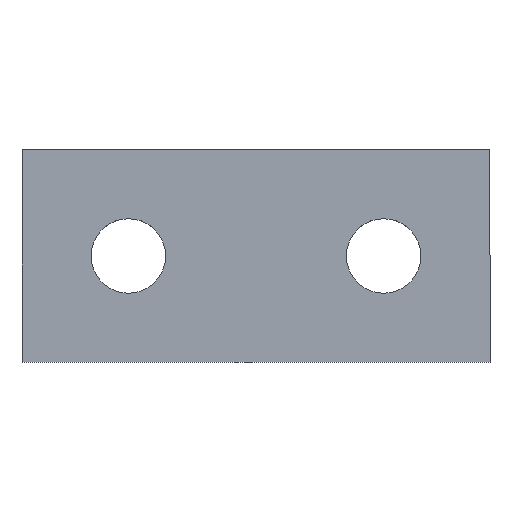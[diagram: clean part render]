
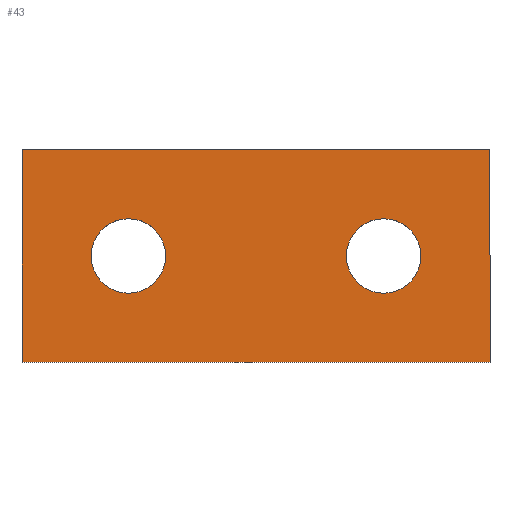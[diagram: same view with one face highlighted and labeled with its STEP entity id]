
A CAD part, top view. The second image highlights one B-rep face of the part: STEP entity #43.
In plain terms, the highlighted planar face has unit normal (0, 0, 1).
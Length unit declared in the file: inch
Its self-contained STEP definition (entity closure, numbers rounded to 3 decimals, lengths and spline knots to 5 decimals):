
#43=ADVANCED_FACE('',(#85,#86,#87),#88,.T.);
#85=FACE_BOUND('',#127,.T.);
#86=FACE_BOUND('',#128,.T.);
#87=FACE_OUTER_BOUND('',#129,.T.);
#88=PLANE('',#130);
#127=EDGE_LOOP('',(#183,#184));
#128=EDGE_LOOP('',(#185,#186));
#129=EDGE_LOOP('',(#187,#188,#189,#190));
#130=AXIS2_PLACEMENT_3D('',#191,#192,#193);
#183=ORIENTED_EDGE('',*,*,#245,.T.);
#184=ORIENTED_EDGE('',*,*,#243,.T.);
#185=ORIENTED_EDGE('',*,*,#258,.T.);
#186=ORIENTED_EDGE('',*,*,#256,.T.);
#187=ORIENTED_EDGE('',*,*,#259,.F.);
#188=ORIENTED_EDGE('',*,*,#260,.F.);
#189=ORIENTED_EDGE('',*,*,#261,.F.);
#190=ORIENTED_EDGE('',*,*,#248,.F.);
#191=CARTESIAN_POINT('',(-1.73228,-0.7874,0.23622));
#192=DIRECTION('',(0.0,0.0,1.0));
#193=DIRECTION('',(1.0,0.0,0.0));
#243=EDGE_CURVE('',#275,#280,#282,.T.);
#245=EDGE_CURVE('',#280,#275,#284,.T.);
#248=EDGE_CURVE('',#287,#288,#289,.T.);
#256=EDGE_CURVE('',#296,#301,#303,.T.);
#258=EDGE_CURVE('',#301,#296,#305,.T.);
#259=EDGE_CURVE('',#306,#287,#307,.T.);
#260=EDGE_CURVE('',#308,#306,#309,.T.);
#261=EDGE_CURVE('',#288,#308,#310,.T.);
#275=VERTEX_POINT('',#326);
#280=VERTEX_POINT('',#332);
#282=CIRCLE('',#335,0.27559);
#284=CIRCLE('',#337,0.27559);
#287=VERTEX_POINT('',#340);
#288=VERTEX_POINT('',#341);
#289=LINE('',#342,#343);
#296=VERTEX_POINT('',#353);
#301=VERTEX_POINT('',#359);
#303=CIRCLE('',#362,0.27559);
#305=CIRCLE('',#364,0.27559);
#306=VERTEX_POINT('',#365);
#307=LINE('',#366,#367);
#308=VERTEX_POINT('',#368);
#309=LINE('',#369,#370);
#310=LINE('',#371,#372);
#326=CARTESIAN_POINT('',(-1.06299,-0.7874,0.23622));
#332=CARTESIAN_POINT('',(-0.51181,-0.7874,0.23622));
#335=AXIS2_PLACEMENT_3D('',#397,#398,#399);
#337=AXIS2_PLACEMENT_3D('',#400,#401,#402);
#340=CARTESIAN_POINT('',(0.,-1.5748,0.23622));
#341=CARTESIAN_POINT('',(-3.46457,-1.5748,0.23622));
#342=CARTESIAN_POINT('',(0.,-1.5748,0.23622));
#343=VECTOR('',#406,0.3937);
#353=CARTESIAN_POINT('',(-2.95276,-0.7874,0.23622));
#359=CARTESIAN_POINT('',(-2.40157,-0.7874,0.23622));
#362=AXIS2_PLACEMENT_3D('',#415,#416,#417);
#364=AXIS2_PLACEMENT_3D('',#418,#419,#420);
#365=CARTESIAN_POINT('',(0.0,0.0,0.23622));
#366=CARTESIAN_POINT('',(0.0,0.0,0.23622));
#367=VECTOR('',#421,0.3937);
#368=CARTESIAN_POINT('',(-3.46457,0.0,0.23622));
#369=CARTESIAN_POINT('',(-3.46457,0.0,0.23622));
#370=VECTOR('',#422,0.3937);
#371=CARTESIAN_POINT('',(-3.46457,-1.5748,0.23622));
#372=VECTOR('',#423,0.3937);
#397=CARTESIAN_POINT('',(-0.7874,-0.7874,0.23622));
#398=DIRECTION('',(0.0,0.0,-1.0));
#399=DIRECTION('',(-1.0,0.0,0.0));
#400=CARTESIAN_POINT('',(-0.7874,-0.7874,0.23622));
#401=DIRECTION('',(0.0,0.0,-1.0));
#402=DIRECTION('',(-1.0,0.0,0.0));
#406=DIRECTION('',(-1.0,0.,0.0));
#415=CARTESIAN_POINT('',(-2.67717,-0.7874,0.23622));
#416=DIRECTION('',(0.0,0.0,-1.0));
#417=DIRECTION('',(-1.0,0.0,0.0));
#418=CARTESIAN_POINT('',(-2.67717,-0.7874,0.23622));
#419=DIRECTION('',(0.0,0.0,-1.0));
#420=DIRECTION('',(-1.0,0.0,0.0));
#421=DIRECTION('',(0.,-1.0,0.0));
#422=DIRECTION('',(1.0,0.0,0.0));
#423=DIRECTION('',(0.0,1.0,0.0));
